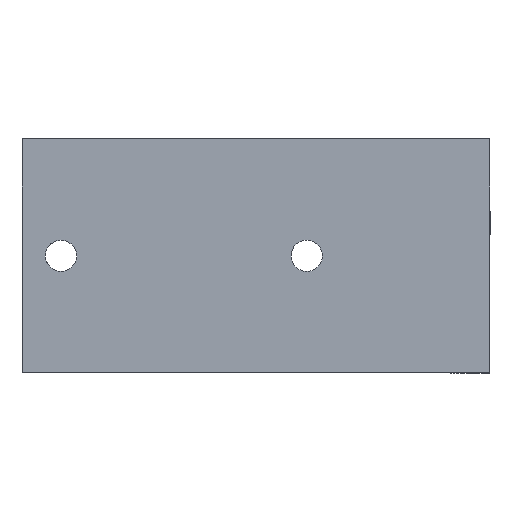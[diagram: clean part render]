
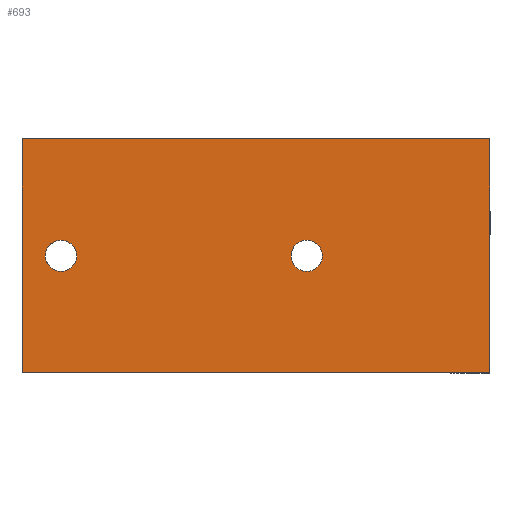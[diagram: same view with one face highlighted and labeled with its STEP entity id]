
A CAD part, top view. The second image highlights one B-rep face of the part: STEP entity #693.
In plain terms, the highlighted planar face has unit normal (0, 0, 1).
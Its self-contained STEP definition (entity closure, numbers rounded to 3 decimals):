
#130=CARTESIAN_POINT('',(0.,-1.075,0.));
#131=VERTEX_POINT('',#130);
#140=CARTESIAN_POINT('',(0.,-1.275,0.));
#141=VERTEX_POINT('',#140);
#142=CARTESIAN_POINT('',(0.,-1.175,0.));
#143=DIRECTION('',(0.0,0.0,-1.0));
#144=DIRECTION('',(0.0,1.0,0.0));
#145=AXIS2_PLACEMENT_3D('',#142,#143,#144);
#146=CIRCLE('',#145,0.1);
#147=EDGE_CURVE('',#141,#131,#146,.T.);
#172=CARTESIAN_POINT('',(-1.575,-1.075,0.));
#173=VERTEX_POINT('',#172);
#182=CARTESIAN_POINT('',(-1.575,-1.275,0.));
#183=VERTEX_POINT('',#182);
#184=CARTESIAN_POINT('',(-1.575,-1.175,0.));
#185=DIRECTION('',(0.0,0.0,-1.0));
#186=DIRECTION('',(0.0,1.0,0.0));
#187=AXIS2_PLACEMENT_3D('',#184,#185,#186);
#188=CIRCLE('',#187,0.1);
#189=EDGE_CURVE('',#183,#173,#188,.T.);
#448=CARTESIAN_POINT('',(-1.575,-1.175,0.));
#449=DIRECTION('',(0.0,0.0,-1.0));
#450=DIRECTION('',(0.0,1.0,0.0));
#451=AXIS2_PLACEMENT_3D('',#448,#449,#450);
#452=CIRCLE('',#451,0.1);
#453=EDGE_CURVE('',#173,#183,#452,.T.);
#472=CARTESIAN_POINT('',(0.,-1.175,0.));
#473=DIRECTION('',(0.0,0.0,-1.0));
#474=DIRECTION('',(0.0,1.0,0.0));
#475=AXIS2_PLACEMENT_3D('',#472,#473,#474);
#476=CIRCLE('',#475,0.1);
#477=EDGE_CURVE('',#131,#141,#476,.T.);
#496=CARTESIAN_POINT('',(-1.825,-1.925,0.));
#497=VERTEX_POINT('',#496);
#505=CARTESIAN_POINT('',(-1.825,-0.425,0.));
#506=VERTEX_POINT('',#505);
#507=CARTESIAN_POINT('',(-1.825,-0.425,0.));
#508=DIRECTION('',(0.0,-1.0,0.0));
#509=VECTOR('',#508,1.5);
#510=LINE('',#507,#509);
#511=EDGE_CURVE('',#506,#497,#510,.T.);
#536=CARTESIAN_POINT('',(1.175,-1.925,0.));
#537=VERTEX_POINT('',#536);
#554=CARTESIAN_POINT('',(1.175,-0.425,0.));
#555=VERTEX_POINT('',#554);
#562=CARTESIAN_POINT('',(1.175,-0.425,0.));
#563=DIRECTION('',(0.0,-1.0,0.0));
#564=VECTOR('',#563,1.5);
#565=LINE('',#562,#564);
#566=EDGE_CURVE('',#555,#537,#565,.T.);
#664=CARTESIAN_POINT('',(-1.825,-0.425,0.));
#665=DIRECTION('',(0.0,0.0,1.0));
#666=DIRECTION('',(0.0,-1.0,0.0));
#667=AXIS2_PLACEMENT_3D('',#664,#665,#666);
#668=PLANE('',#667);
#669=CARTESIAN_POINT('',(-1.825,-1.925,0.));
#670=DIRECTION('',(1.0,0.0,0.0));
#671=VECTOR('',#670,3.0);
#672=LINE('',#669,#671);
#673=EDGE_CURVE('',#497,#537,#672,.T.);
#674=ORIENTED_EDGE('',*,*,#673,.T.);
#675=ORIENTED_EDGE('',*,*,#566,.F.);
#676=CARTESIAN_POINT('',(-1.825,-0.425,0.));
#677=DIRECTION('',(1.0,0.0,0.0));
#678=VECTOR('',#677,3.);
#679=LINE('',#676,#678);
#680=EDGE_CURVE('',#506,#555,#679,.T.);
#681=ORIENTED_EDGE('',*,*,#680,.F.);
#682=ORIENTED_EDGE('',*,*,#511,.T.);
#683=EDGE_LOOP('',(#674,#675,#681,#682));
#684=FACE_OUTER_BOUND('',#683,.T.);
#685=ORIENTED_EDGE('',*,*,#453,.T.);
#686=ORIENTED_EDGE('',*,*,#189,.T.);
#687=EDGE_LOOP('',(#685,#686));
#688=FACE_BOUND('',#687,.T.);
#689=ORIENTED_EDGE('',*,*,#477,.T.);
#690=ORIENTED_EDGE('',*,*,#147,.T.);
#691=EDGE_LOOP('',(#689,#690));
#692=FACE_BOUND('',#691,.T.);
#693=ADVANCED_FACE('',(#684,#688,#692),#668,.T.);
